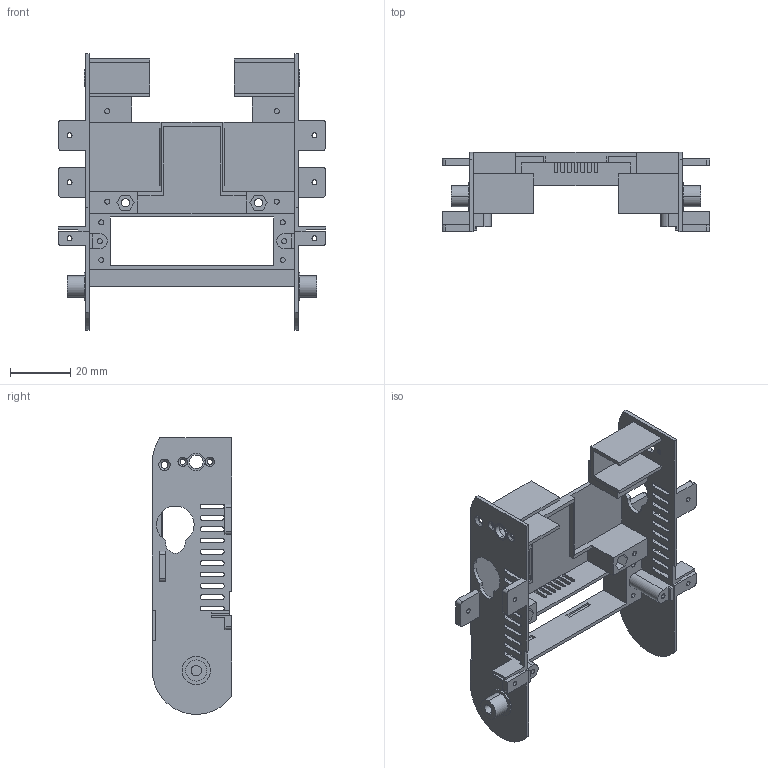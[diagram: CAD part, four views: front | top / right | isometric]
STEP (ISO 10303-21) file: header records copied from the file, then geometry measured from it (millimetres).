
FILE_DESCRIPTION (( 'STEP AP203' ), '1' );
FILE_NAME ('body.STEP', '2025-10-29T13:07:24', ( '' ), ( '' ), 'SwSTEP 2.0', 'SolidWorks 2014', '' );
FILE_SCHEMA (( 'CONFIG_CONTROL_DESIGN' ));
Length unit declared in the file: millimetre
Products named in the file (1): body
Bounding box: 88.4 x 26.2 x 91.47 mm (x, y, z)
Volume: 22191.2 mm3; surface area: 24904.7 mm2
Topology: 1 solids, 1 shells, 408 faces, 1132 edges, 748 vertices
Faces by surface type: plane 246, cylinder 150, cone 12
Entity records: 13309 total; most frequent: CARTESIAN_POINT 2289, ORIENTED_EDGE 2264, DIRECTION 2262, EDGE_CURVE 1132, LINE 820, VECTOR 820, VERTEX_POINT 748, AXIS2_PLACEMENT_3D 721
